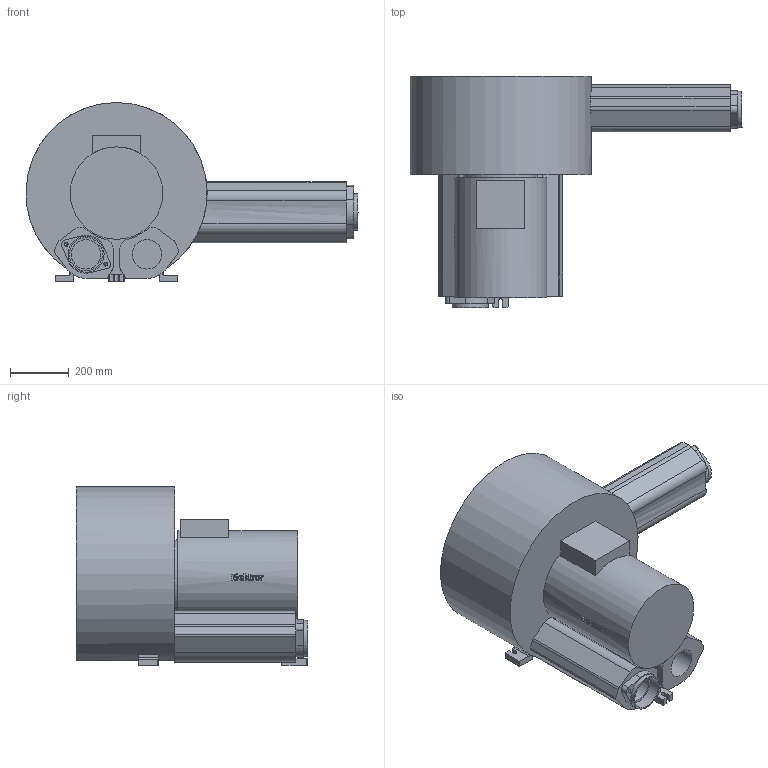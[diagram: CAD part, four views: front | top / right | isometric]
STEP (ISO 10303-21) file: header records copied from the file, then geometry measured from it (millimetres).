
FILE_DESCRIPTION(/* description */ ('2SD 920'),/* implementation_level */ '2;1');
FILE_NAME(/* name */ 'AttTemp.stp',/* time_stamp */ '2015-08-24T14:16:06+02:00',/* author */ ('weberp'),/* organization */ (''),/* preprocessor_version */ 'ST-DEVELOPER v15.6',/* originating_system */ 'Autodesk Inventor 2015',/* authorisation */ '');
FILE_SCHEMA (('AUTOMOTIVE_DESIGN { 1 0 10303 214 3 1 1 }'));
Length unit declared in the file: millimetre
Products named in the file (1): 01-TB-28370
Bounding box: 1127.36 x 786.1 x 607.5 mm (x, y, z)
Volume: 155316556.7 mm3; surface area: 3068565.5 mm2
Topology: 1 solids, 9 shells, 738 faces, 1974 edges, 1313 vertices
Faces by surface type: plane 422, bspline 239, cylinder 69, cone 8
Full cylindrical faces by diameter (mm): 10.106 x8, 13 x4, 100 x3, 113 x2, 122.6 x2, 252 x1, 314 x1
Entity records: 24882 total; most frequent: CARTESIAN_POINT 7310, ORIENTED_EDGE 3862, DIRECTION 2635, EDGE_CURVE 1931, VERTEX_POINT 1300, LINE 1269, VECTOR 1269, EDGE_LOOP 833
